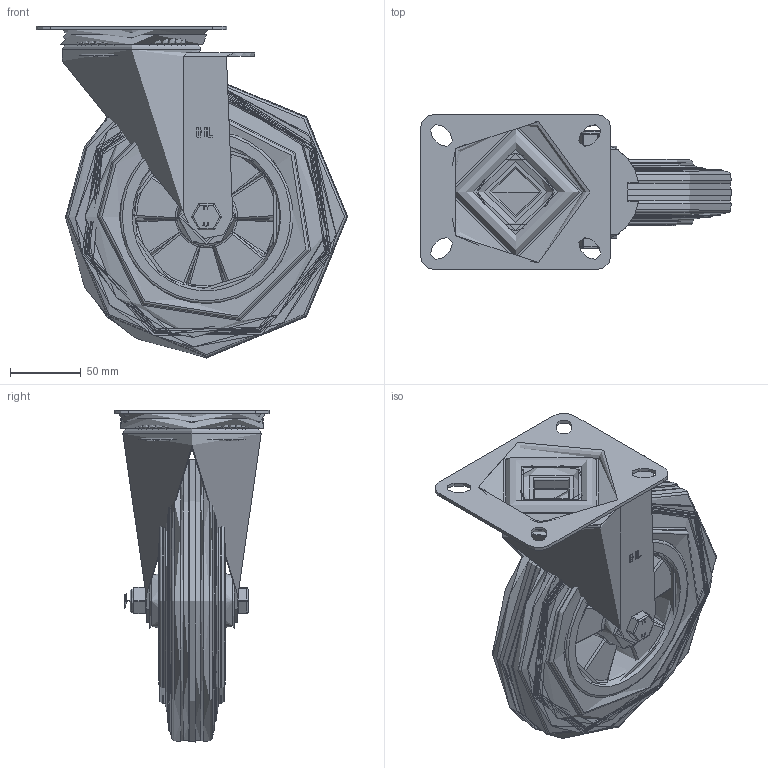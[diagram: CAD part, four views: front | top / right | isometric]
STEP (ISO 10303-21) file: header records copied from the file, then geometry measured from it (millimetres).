
FILE_DESCRIPTION(/* description */ (''),/* implementation_level */ '2;1');
FILE_NAME(/* name */ 'BZMM200GRB.step',/* time_stamp */ '2024-06-27T10:16:21+01:00',/* author */ (''),/* organization */ (''),/* preprocessor_version */ 'ST-DEVELOPER v20',/* originating_system */ 'Autodesk Translation Framework v13.14.0.145',/* authorisation */ '');
FILE_SCHEMA (('AUTOMOTIVE_DESIGN { 1 0 10303 214 3 1 1 }'));
Products named in the file (25): BZMM200GRB; BZMM200AS/LITE - 2 v1; ZINC PLATED, PRESSED STEEL TOP PLATE; ZINC PLATED, PRESSED STEEL TOP PLATE Geometry; BALL BEARINGS; Component1; BEARING SEAL; ZINC PLATED, PRESSED STEEL FORKS; BZH200WGRRB v1; POLYPROPYLENE RIM; POLYPROPYLENE RIM Geometry; CAP; ROLLER BEARING; Pattern; Component1 (1); CAGE; RUBBER TYRE; TUBEM20X60 v1; ZINC PLATED STEEL TUBE; HEXBOLTM12X80Z8.8 v2; GRADE 8.8 ZINC PLATED BOLT; NYLOCM12Z v1; NYLOC NUT; NUT; RUBBER
Assembly tree (70 placements, depth 5):
  BZMM200GRB
    BZMM200AS/LITE - 2 v1
      ZINC PLATED, PRESSED STEEL TOP PLATE
        ZINC PLATED, PRESSED STEEL TOP PLATE Geometry
        BALL BEARINGS
          Component1  x40
      BEARING SEAL
      ZINC PLATED, PRESSED STEEL FORKS
    BZH200WGRRB v1
      POLYPROPYLENE RIM
        POLYPROPYLENE RIM Geometry
        CAP
      ROLLER BEARING
        Pattern
          Component1 (1)  x8
        CAGE
      RUBBER TYRE
    TUBEM20X60 v1
      ZINC PLATED STEEL TUBE
    HEXBOLTM12X80Z8.8 v2
      GRADE 8.8 ZINC PLATED BOLT
    NYLOCM12Z v1
      NYLOC NUT
        NUT
        RUBBER
Bounding box: 220.5 x 110 x 235 mm (x, y, z)
Volume: 1169418 mm3; surface area: 310950.1 mm2
Topology: 59 solids, 59 shells, 875 faces, 2176 edges, 1354 vertices
Faces by surface type: plane 253, bspline 231, cylinder 170, sphere 98, torus 63, cone 60
Full cylindrical faces by diameter (mm): 7.5 x8, 9.836 x18, 11.834 x18, 12 x3, 12.2 x2, 12.5 x1, 14 x2, 18 x1, 18.5 x1, 19.9 x1, 20 x3, 33.75 x1, 34 x1, 34.9 x1, 35 x1, 39.75 x1, 41 x2, 50 x1, 55 x1, 78 x1, 91 x1, 98 x1, 118 x2, 123 x2, 152.5 x2, 197.807 x2
Entity records: 75950 total; most frequent: CARTESIAN_POINT 56627, ORIENTED_EDGE 4062, DIRECTION 3634, EDGE_CURVE 2031, AXIS2_PLACEMENT_3D 1482, VERTEX_POINT 1262, EDGE_LOOP 883, FACE_OUTER_BOUND 815
